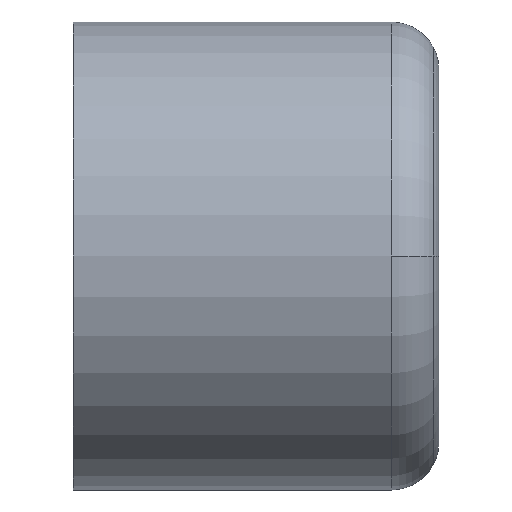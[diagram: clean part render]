
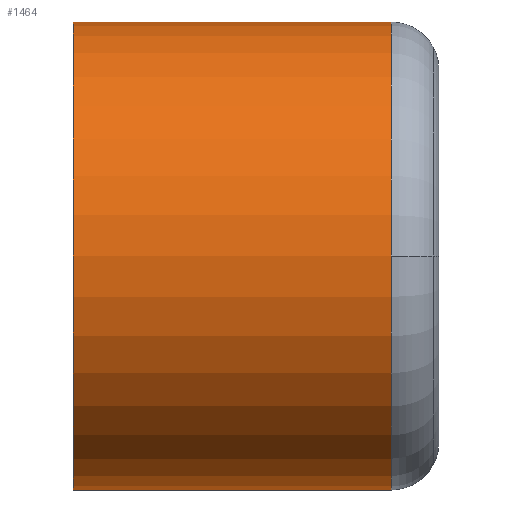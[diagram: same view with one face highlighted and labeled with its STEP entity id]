
A CAD part, left-side view. The second image highlights one B-rep face of the part: STEP entity #1464.
In plain terms, the highlighted cylindrical face has radius 14.75 mm (diameter 29.5 mm), a partial arc.
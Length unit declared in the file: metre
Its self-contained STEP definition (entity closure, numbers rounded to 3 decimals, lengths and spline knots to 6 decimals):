
#646=CARTESIAN_POINT('',(0.,0.02205,0.));
#647=DIRECTION('',(0.,1.,0.));
#648=DIRECTION('',(0.,0.,-1.));
#649=AXIS2_PLACEMENT_3D('',#646,#647,#648);
#656=DIRECTION('',(0.,-1.,0.));
#657=VECTOR('',#656,0.02005);
#658=CARTESIAN_POINT('',(0.,0.02205,-0.01475));
#659=LINE('',#658,#657);
#660=DIRECTION('',(0.,-1.,0.));
#661=VECTOR('',#660,0.02005);
#662=CARTESIAN_POINT('',(0.,0.02205,0.01475));
#663=LINE('',#662,#661);
#669=CARTESIAN_POINT('',(0.,0.002,0.));
#670=DIRECTION('',(0.,-1.,0.));
#671=DIRECTION('',(-1.,0.,0.));
#672=AXIS2_PLACEMENT_3D('',#669,#670,#671);
#689=CARTESIAN_POINT('',(0.,0.002,0.));
#690=DIRECTION('',(0.,-1.,0.));
#691=DIRECTION('',(0.,0.,1.));
#692=AXIS2_PLACEMENT_3D('',#689,#690,#691);
#852=CARTESIAN_POINT('',(0.,0.02205,0.01475));
#853=CARTESIAN_POINT('',(0.,0.002,0.01475));
#854=VERTEX_POINT('',#852);
#855=VERTEX_POINT('',#853);
#856=CARTESIAN_POINT('',(0.,0.02205,-0.01475));
#857=CARTESIAN_POINT('',(0.,0.002,-0.01475));
#858=VERTEX_POINT('',#856);
#859=VERTEX_POINT('',#857);
#861=CARTESIAN_POINT('',(-0.01475,0.002,0.));
#863=VERTEX_POINT('',#861);
#1448=CARTESIAN_POINT('',(0.,0.023203,0.));
#1449=DIRECTION('',(0.,-1.,0.));
#1450=DIRECTION('',(0.,0.,-1.));
#1451=AXIS2_PLACEMENT_3D('',#1448,#1449,#1450);
#1452=CYLINDRICAL_SURFACE('',#1451,0.01475);
#1454=ORIENTED_EDGE('',*,*,#1453,.T.);
#1456=ORIENTED_EDGE('',*,*,#1455,.F.);
#1457=ORIENTED_EDGE('',*,*,#1430,.T.);
#1459=ORIENTED_EDGE('',*,*,#1458,.T.);
#1461=ORIENTED_EDGE('',*,*,#1460,.T.);
#1462=EDGE_LOOP('',(#1454,#1456,#1457,#1459,#1461));
#1463=FACE_OUTER_BOUND('',#1462,.F.);
#650=CIRCLE('',#649,0.01475);
#673=CIRCLE('',#672,0.01475);
#693=CIRCLE('',#692,0.01475);
#1430=EDGE_CURVE('',#858,#854,#650,.T.);
#1453=EDGE_CURVE('',#863,#859,#673,.T.);
#1455=EDGE_CURVE('',#858,#859,#659,.T.);
#1458=EDGE_CURVE('',#854,#855,#663,.T.);
#1460=EDGE_CURVE('',#855,#863,#693,.T.);
#1464=ADVANCED_FACE('',(#1463),#1452,.T.);
